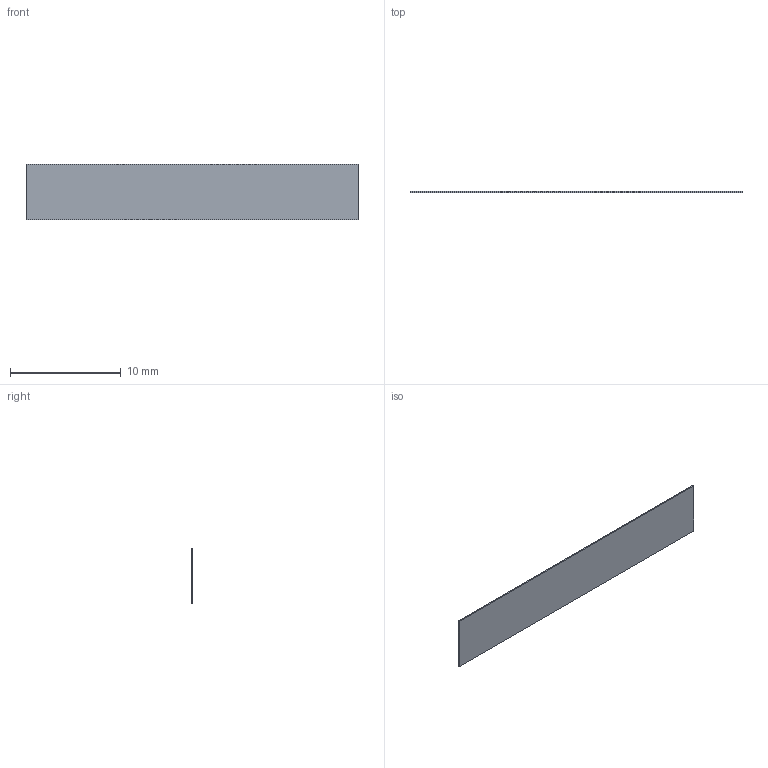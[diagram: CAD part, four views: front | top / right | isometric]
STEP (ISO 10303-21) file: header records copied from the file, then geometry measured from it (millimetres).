
FILE_DESCRIPTION (( 'STEP AP203' ), '1' );
FILE_NAME ('1773-A-A.step', '2017-10-17T13:24:00', ( '' ), ( '' ), 'SwSTEP 2.0', 'SolidWorks 2016', '' );
FILE_SCHEMA (( 'CONFIG_CONTROL_DESIGN' ));
Length unit declared in the file: millimetre
Products named in the file (1): 1773-A-A
Bounding box: 30 x 0.1 x 5 mm (x, y, z)
Volume: 15 mm3; surface area: 307 mm2
Topology: 1 solids, 1 shells, 18 faces, 107 edges, 103 vertices
Faces by surface type: plane 18
Entity records: 1232 total; most frequent: CARTESIAN_POINT 301, ORIENTED_EDGE 214, DIRECTION 121, EDGE_CURVE 107, VERTEX_POINT 103, VECTOR 83, LINE 83, EDGE_LOOP 30
